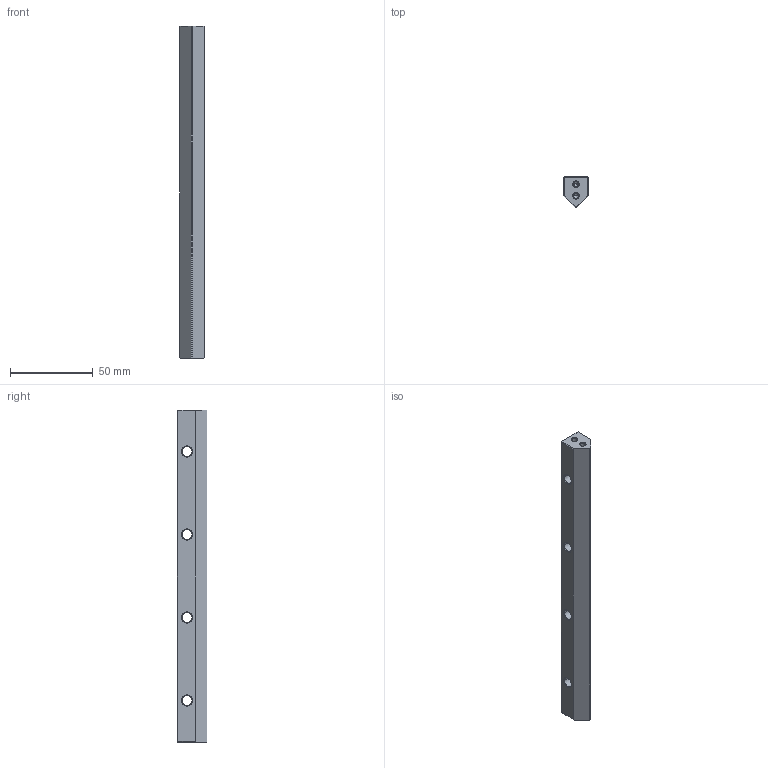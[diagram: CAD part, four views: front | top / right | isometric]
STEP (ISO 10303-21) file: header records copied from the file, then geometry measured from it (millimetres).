
FILE_DESCRIPTION(/* description */ (''),/* implementation_level */ '2;1');
FILE_NAME(/* name */ '062015_200.stp',/* time_stamp */ '2024-11-15T10:23:40+01:00',/* author */ (''),/* organization */ (''),/* preprocessor_version */ 'ST-DEVELOPER v16.7',/* originating_system */ 'SIEMENS PLM Software NX 12.0',/* authorisation */ '');
FILE_SCHEMA (('AUTOMOTIVE_DESIGN { 1 0 10303 214 3 1 1 1 }'));
Length unit declared in the file: millimetre
Products named in the file (1): N062015_200_stp
Bounding box: 15 x 18 x 200 mm (x, y, z)
Volume: 41324.6 mm3; surface area: 13244.5 mm2
Topology: 1 solids, 1 shells, 369 faces, 974 edges, 636 vertices
Faces by surface type: plane 223, bspline 90, cone 32, cylinder 24
Entity records: 13792 total; most frequent: CARTESIAN_POINT 3226, ORIENTED_EDGE 1932, DIRECTION 1434, EDGE_CURVE 966, LINE 690, VECTOR 690, VERTEX_POINT 636, EDGE_LOOP 414
